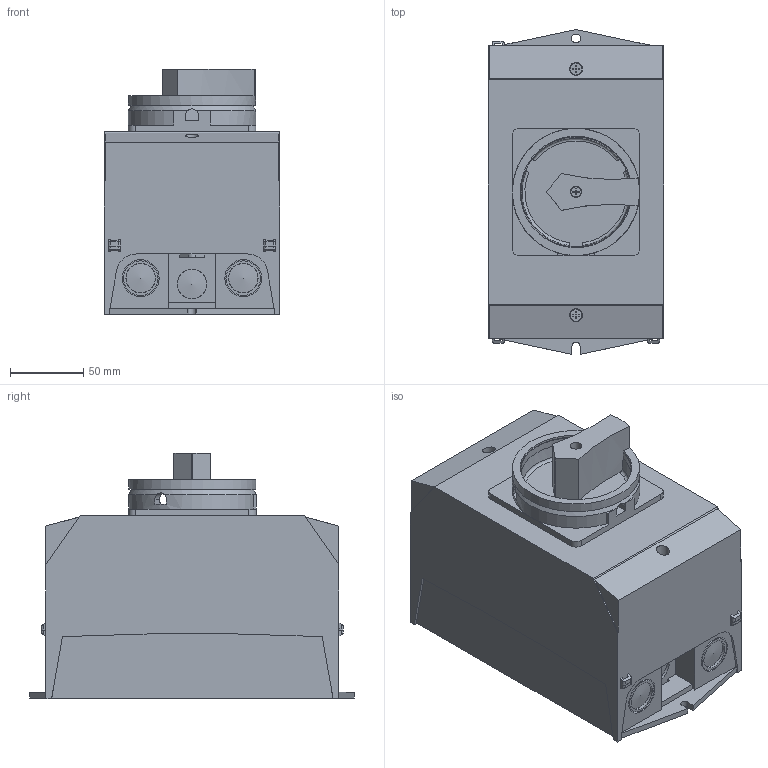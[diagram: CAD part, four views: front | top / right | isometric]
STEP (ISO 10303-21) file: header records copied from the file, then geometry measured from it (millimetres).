
FILE_DESCRIPTION(/* description */ ('STEP AP242','CAx-IF Rec.Pracs.---Representation and Presentation of Product Manufacturing Information (PMI)---4.0---2014-10-13','CAx-IF Rec.Pracs.---3D Tessellated Geometry---0.4---2014-09-14','2;1'),/* implementation_level */ '2;1');
FILE_NAME(/* name */ 'eaton-p3_i3_svb-3d-model',/* time_stamp */ '2024-04-16T09:18:10+02:00',/* author */ ('License CC BY-ND 4.0'),/* organization */ ('CADENAS'),/* preprocessor_version */ 'ST-DEVELOPER v19.3',/* originating_system */ 'PARTsolutions',/* authorisation */ ' ');
FILE_SCHEMA (('AP242_MANAGED_MODEL_BASED_3D_ENGINEERING_MIM_LF { 1 0 10303 442 1 1 4 }'));
Length unit declared in the file: millimetre
Products named in the file (1): 207337
Bounding box: 120 x 221.54 x 167.6 mm (x, y, z)
Volume: 3013840.8 mm3; surface area: 152631.7 mm2
Topology: 1 solids, 1 shells, 284 faces, 785 edges, 525 vertices
Faces by surface type: plane 209, cylinder 64, sphere 5, torus 4, cone 2
Full cylindrical faces by diameter (mm): 6.91 x1, 7.8 x1, 8.1 x2, 8.75 x2, 12 x1, 20.2 x5, 21 x2, 23.6 x4, 24 x2, 25.2 x4, 26 x2, 82.9 x1, 86.8 x1
Entity records: 8795 total; most frequent: CARTESIAN_POINT 1625, ORIENTED_EDGE 1462, DIRECTION 1433, EDGE_CURVE 731, LINE 547, VECTOR 547, VERTEX_POINT 505, AXIS2_PLACEMENT_3D 443
